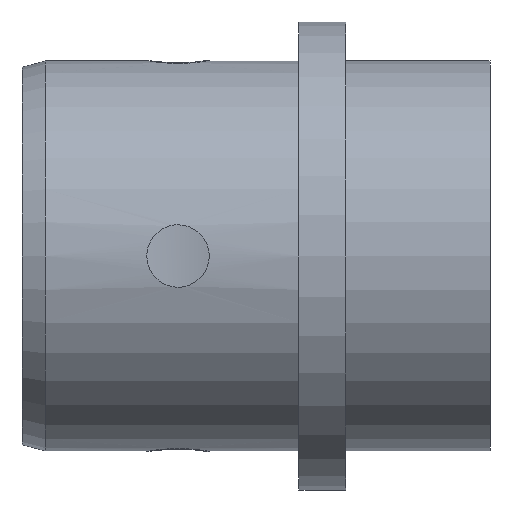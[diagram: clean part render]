
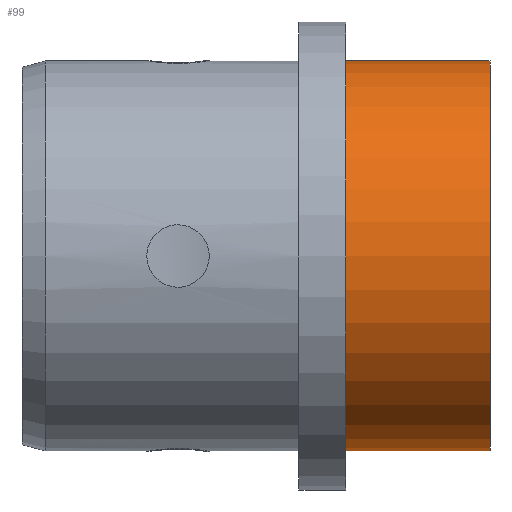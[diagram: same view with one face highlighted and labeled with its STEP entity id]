
A CAD part, front view. The second image highlights one B-rep face of the part: STEP entity #99.
In plain terms, the highlighted cylindrical face has radius 25 mm (diameter 50 mm), a full revolution.
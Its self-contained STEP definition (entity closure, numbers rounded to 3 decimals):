
#99 = ADVANCED_FACE( '', ( #171, #172 ), #173, .T. );
#171 = FACE_OUTER_BOUND( '', #252, .T. );
#172 = FACE_OUTER_BOUND( '', #253, .T. );
#173 = CYLINDRICAL_SURFACE( '', #254, 25. );
#252 = EDGE_LOOP( '', ( #381 ) );
#253 = EDGE_LOOP( '', ( #382 ) );
#254 = AXIS2_PLACEMENT_3D( '', #383, #384, #385 );
#381 = ORIENTED_EDGE( '', *, *, #425, .T. );
#382 = ORIENTED_EDGE( '', *, *, #426, .F. );
#383 = CARTESIAN_POINT( '', ( 60., 0., 0. ) );
#384 = DIRECTION( '', ( -1., 0., 0. ) );
#385 = DIRECTION( '', ( 0., 0., -1. ) );
#425 = EDGE_CURVE( '', #477, #477, #478, .T. );
#426 = EDGE_CURVE( '', #479, #479, #480, .T. );
#477 = VERTEX_POINT( '', #1571 );
#478 = CIRCLE( '', #1572, 25. );
#479 = VERTEX_POINT( '', #1573 );
#480 = CIRCLE( '', #1574, 25. );
#1571 = CARTESIAN_POINT( '', ( 41.5, 0., -25. ) );
#1572 = AXIS2_PLACEMENT_3D( '', #1602, #1603, #1604 );
#1573 = CARTESIAN_POINT( '', ( 60., 0., -25. ) );
#1574 = AXIS2_PLACEMENT_3D( '', #1605, #1606, #1607 );
#1602 = CARTESIAN_POINT( '', ( 41.5, 0., 0. ) );
#1603 = DIRECTION( '', ( 1., 0., 0. ) );
#1604 = DIRECTION( '', ( 0., 0., -1. ) );
#1605 = CARTESIAN_POINT( '', ( 60., 0., 0. ) );
#1606 = DIRECTION( '', ( 1., 0., 0. ) );
#1607 = DIRECTION( '', ( 0., 0., -1. ) );
